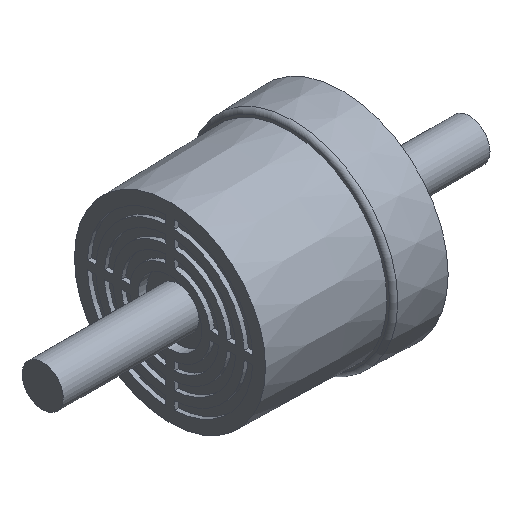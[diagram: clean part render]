
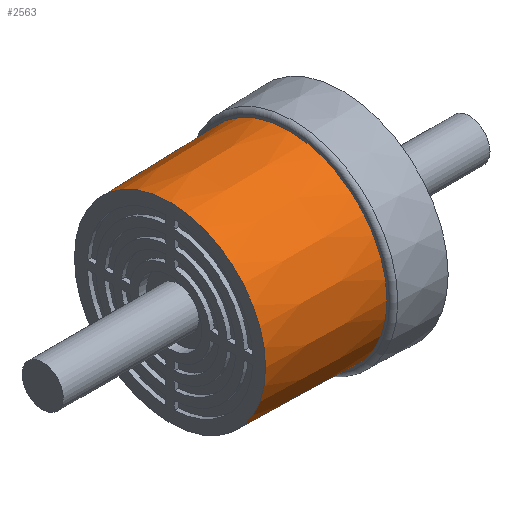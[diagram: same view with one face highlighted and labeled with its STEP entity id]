
A CAD part, isometric view. The second image highlights one B-rep face of the part: STEP entity #2563.
In plain terms, the highlighted conical face has half-angle 1.228 degrees and reference radius 22.8 mm.
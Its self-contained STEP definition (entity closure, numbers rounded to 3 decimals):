
#524=CONICAL_SURFACE('',#2842,22.8,1.228);
#653=FACE_BOUND('',#997,.T.);
#805=FACE_OUTER_BOUND('',#996,.T.);
#996=EDGE_LOOP('',(#2405));
#997=EDGE_LOOP('',(#2406));
#1006=CIRCLE('',#2574,23.1);
#1126=CIRCLE('',#2840,22.5);
#1131=VERTEX_POINT('',#3640);
#1363=VERTEX_POINT('',#4362);
#1368=EDGE_CURVE('',#1131,#1131,#1006,.T.);
#1712=EDGE_CURVE('',#1363,#1363,#1126,.T.);
#2405=ORIENTED_EDGE('',*,*,#1712,.T.);
#2406=ORIENTED_EDGE('',*,*,#1368,.F.);
#2563=ADVANCED_FACE('',(#805,#653),#524,.T.);
#2574=AXIS2_PLACEMENT_3D('',#3641,#2859,#2860);
#2840=AXIS2_PLACEMENT_3D('',#4363,#3615,#3616);
#2842=AXIS2_PLACEMENT_3D('',#4365,#3619,#3620);
#2859=DIRECTION('center_axis',(1.,0.,0.));
#2860=DIRECTION('ref_axis',(0.,0.,-1.));
#3615=DIRECTION('center_axis',(1.,0.,0.));
#3616=DIRECTION('ref_axis',(0.,0.,-1.));
#3619=DIRECTION('center_axis',(1.,0.,0.));
#3620=DIRECTION('ref_axis',(0.,1.,0.));
#3640=CARTESIAN_POINT('',(-42.5,23.1,0.));
#3641=CARTESIAN_POINT('Origin',(-42.5,0.,0.));
#4362=CARTESIAN_POINT('',(-70.5,22.5,0.));
#4363=CARTESIAN_POINT('Origin',(-70.5,0.,0.));
#4365=CARTESIAN_POINT('Origin',(-56.5,0.,0.));
